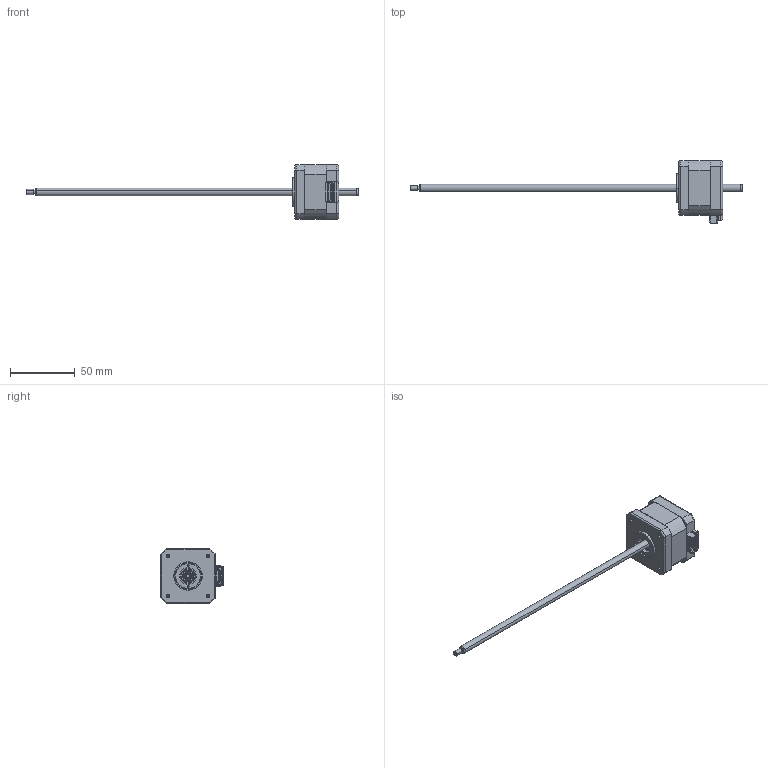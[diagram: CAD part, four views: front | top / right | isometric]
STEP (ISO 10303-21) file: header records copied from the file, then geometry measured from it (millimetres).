
FILE_DESCRIPTION (( 'STEP AP203' ), '1' );
FILE_NAME ('LN174S-E06008-250-S-150.STEP', '2019-04-15T06:27:00', ( 'Sky123.Org' ), ( 'Sky123.Org' ), 'SwSTEP 2.0', 'SolidWorks 2014', '' );
FILE_SCHEMA (( 'CONFIG_CONTROL_DESIGN' ));
Length unit declared in the file: millimetre
Products named in the file (1): LN174S-E06008-250-S-150
Bounding box: 257 x 48.3 x 42.2 mm (x, y, z)
Surface area: 18569.2 mm2 (no closed solid volume)
Topology: 0 solids, 18 shells, 281 faces, 1085 edges, 807 vertices
Faces by surface type: plane 153, cylinder 62, cone 44, torus 14, sphere 8
Entity records: 12089 total; most frequent: CARTESIAN_POINT 3018, DIRECTION 1840, ORIENTED_EDGE 1693, EDGE_CURVE 1085, VERTEX_POINT 807, VECTOR 634, LINE 634, AXIS2_PLACEMENT_3D 603
